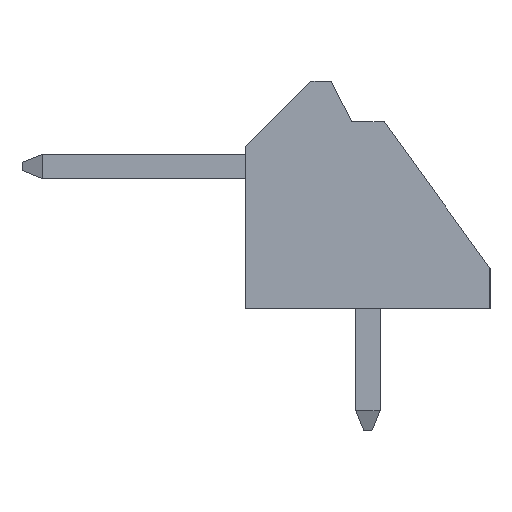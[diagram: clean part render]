
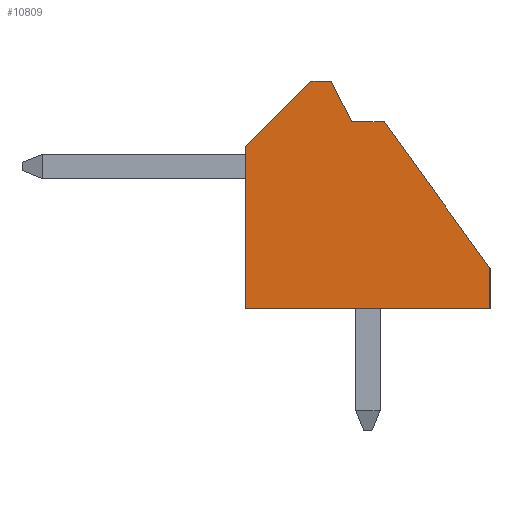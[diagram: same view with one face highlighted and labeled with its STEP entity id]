
A CAD part, left-side view. The second image highlights one B-rep face of the part: STEP entity #10809.
In plain terms, the highlighted planar face has unit normal (-1, 0, 0).
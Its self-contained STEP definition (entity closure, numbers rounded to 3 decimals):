
#10542 = VERTEX_POINT('',#10543);
#10543 = CARTESIAN_POINT('',(-1.25,0.4,4.6));
#10552 = PLANE('',#10553);
#10553 = AXIS2_PLACEMENT_3D('',#10554,#10555,#10556);
#10554 = CARTESIAN_POINT('',(-1.25,0.4,4.6));
#10555 = DIRECTION('',(0.,0.,-1.));
#10556 = DIRECTION('',(0.,-1.,0.));
#10564 = PLANE('',#10565);
#10565 = AXIS2_PLACEMENT_3D('',#10566,#10567,#10568);
#10566 = CARTESIAN_POINT('',(-1.25,0.4,4.6));
#10567 = DIRECTION('',(0.,-0.894,0.447));
#10568 = DIRECTION('',(0.,0.447,0.894));
#10605 = VERTEX_POINT('',#10606);
#10606 = CARTESIAN_POINT('',(-1.25,-0.4,4.6));
#10620 = PLANE('',#10621);
#10621 = AXIS2_PLACEMENT_3D('',#10622,#10623,#10624);
#10622 = CARTESIAN_POINT('',(-1.25,-0.4,4.6));
#10623 = DIRECTION('',(0.,0.811,-0.585));
#10624 = DIRECTION('',(0.,-0.585,-0.811));
#10632 = EDGE_CURVE('',#10542,#10605,#10633,.T.);
#10633 = SURFACE_CURVE('',#10634,(#10638,#10645),.PCURVE_S1.);
#10634 = LINE('',#10635,#10636);
#10635 = CARTESIAN_POINT('',(-1.25,0.4,4.6));
#10636 = VECTOR('',#10637,1.);
#10637 = DIRECTION('',(0.,-1.,0.));
#10638 = PCURVE('',#10552,#10639);
#10639 = DEFINITIONAL_REPRESENTATION('',(#10640),#10644);
#10640 = LINE('',#10641,#10642);
#10641 = CARTESIAN_POINT('',(0.,-0.));
#10642 = VECTOR('',#10643,1.);
#10643 = DIRECTION('',(1.,0.));
#10644 = ( GEOMETRIC_REPRESENTATION_CONTEXT(2) 
PARAMETRIC_REPRESENTATION_CONTEXT() REPRESENTATION_CONTEXT('2D SPACE',''
  ) );
#10645 = PCURVE('',#10646,#10651);
#10646 = PLANE('',#10647);
#10647 = AXIS2_PLACEMENT_3D('',#10648,#10649,#10650);
#10648 = CARTESIAN_POINT('',(-1.25,0.384,2.186));
#10649 = DIRECTION('',(1.,0.,0.));
#10650 = DIRECTION('',(0.,0.,1.));
#10651 = DEFINITIONAL_REPRESENTATION('',(#10652),#10656);
#10652 = LINE('',#10653,#10654);
#10653 = CARTESIAN_POINT('',(2.414,-0.016));
#10654 = VECTOR('',#10655,1.);
#10655 = DIRECTION('',(0.,1.));
#10656 = ( GEOMETRIC_REPRESENTATION_CONTEXT(2) 
PARAMETRIC_REPRESENTATION_CONTEXT() REPRESENTATION_CONTEXT('2D SPACE',''
  ) );
#10686 = VERTEX_POINT('',#10687);
#10687 = CARTESIAN_POINT('',(-1.25,0.9,5.6));
#10701 = PLANE('',#10702);
#10702 = AXIS2_PLACEMENT_3D('',#10703,#10704,#10705);
#10703 = CARTESIAN_POINT('',(-1.25,1.4,5.6));
#10704 = DIRECTION('',(0.,0.,-1.));
#10705 = DIRECTION('',(0.,-1.,0.));
#10713 = EDGE_CURVE('',#10542,#10686,#10714,.T.);
#10714 = SURFACE_CURVE('',#10715,(#10719,#10726),.PCURVE_S1.);
#10715 = LINE('',#10716,#10717);
#10716 = CARTESIAN_POINT('',(-1.25,0.4,4.6));
#10717 = VECTOR('',#10718,1.);
#10718 = DIRECTION('',(0.,0.447,0.894));
#10719 = PCURVE('',#10564,#10720);
#10720 = DEFINITIONAL_REPRESENTATION('',(#10721),#10725);
#10721 = LINE('',#10722,#10723);
#10722 = CARTESIAN_POINT('',(0.,0.));
#10723 = VECTOR('',#10724,1.);
#10724 = DIRECTION('',(1.,0.));
#10725 = ( GEOMETRIC_REPRESENTATION_CONTEXT(2) 
PARAMETRIC_REPRESENTATION_CONTEXT() REPRESENTATION_CONTEXT('2D SPACE',''
  ) );
#10726 = PCURVE('',#10646,#10727);
#10727 = DEFINITIONAL_REPRESENTATION('',(#10728),#10732);
#10728 = LINE('',#10729,#10730);
#10729 = CARTESIAN_POINT('',(2.414,-0.016));
#10730 = VECTOR('',#10731,1.);
#10731 = DIRECTION('',(0.894,-0.447));
#10732 = ( GEOMETRIC_REPRESENTATION_CONTEXT(2) 
PARAMETRIC_REPRESENTATION_CONTEXT() REPRESENTATION_CONTEXT('2D SPACE',''
  ) );
#10762 = VERTEX_POINT('',#10763);
#10763 = CARTESIAN_POINT('',(-1.25,-3.,1.));
#10777 = PLANE('',#10778);
#10778 = AXIS2_PLACEMENT_3D('',#10779,#10780,#10781);
#10779 = CARTESIAN_POINT('',(-1.25,-3.,1.));
#10780 = DIRECTION('',(0.,1.,0.));
#10781 = DIRECTION('',(0.,0.,-1.));
#10789 = EDGE_CURVE('',#10605,#10762,#10790,.T.);
#10790 = SURFACE_CURVE('',#10791,(#10795,#10802),.PCURVE_S1.);
#10791 = LINE('',#10792,#10793);
#10792 = CARTESIAN_POINT('',(-1.25,-0.4,4.6));
#10793 = VECTOR('',#10794,1.);
#10794 = DIRECTION('',(0.,-0.585,-0.811));
#10795 = PCURVE('',#10620,#10796);
#10796 = DEFINITIONAL_REPRESENTATION('',(#10797),#10801);
#10797 = LINE('',#10798,#10799);
#10798 = CARTESIAN_POINT('',(0.,0.));
#10799 = VECTOR('',#10800,1.);
#10800 = DIRECTION('',(1.,0.));
#10801 = ( GEOMETRIC_REPRESENTATION_CONTEXT(2) 
PARAMETRIC_REPRESENTATION_CONTEXT() REPRESENTATION_CONTEXT('2D SPACE',''
  ) );
#10802 = PCURVE('',#10646,#10803);
#10803 = DEFINITIONAL_REPRESENTATION('',(#10804),#10808);
#10804 = LINE('',#10805,#10806);
#10805 = CARTESIAN_POINT('',(2.414,0.784));
#10806 = VECTOR('',#10807,1.);
#10807 = DIRECTION('',(-0.811,0.585));
#10808 = ( GEOMETRIC_REPRESENTATION_CONTEXT(2) 
PARAMETRIC_REPRESENTATION_CONTEXT() REPRESENTATION_CONTEXT('2D SPACE',''
  ) );
#10809 = ADVANCED_FACE('',(#10810),#10646,.F.);
#10810 = FACE_BOUND('',#10811,.F.);
#10811 = EDGE_LOOP('',(#10812,#10813,#10814,#10837,#10865,#10893,#10921,
    #10942));
#10812 = ORIENTED_EDGE('',*,*,#10632,.T.);
#10813 = ORIENTED_EDGE('',*,*,#10789,.T.);
#10814 = ORIENTED_EDGE('',*,*,#10815,.T.);
#10815 = EDGE_CURVE('',#10762,#10816,#10818,.T.);
#10816 = VERTEX_POINT('',#10817);
#10817 = CARTESIAN_POINT('',(-1.25,-3.,0.));
#10818 = SURFACE_CURVE('',#10819,(#10823,#10830),.PCURVE_S1.);
#10819 = LINE('',#10820,#10821);
#10820 = CARTESIAN_POINT('',(-1.25,-3.,1.));
#10821 = VECTOR('',#10822,1.);
#10822 = DIRECTION('',(0.,0.,-1.));
#10823 = PCURVE('',#10646,#10824);
#10824 = DEFINITIONAL_REPRESENTATION('',(#10825),#10829);
#10825 = LINE('',#10826,#10827);
#10826 = CARTESIAN_POINT('',(-1.186,3.384));
#10827 = VECTOR('',#10828,1.);
#10828 = DIRECTION('',(-1.,0.));
#10829 = ( GEOMETRIC_REPRESENTATION_CONTEXT(2) 
PARAMETRIC_REPRESENTATION_CONTEXT() REPRESENTATION_CONTEXT('2D SPACE',''
  ) );
#10830 = PCURVE('',#10777,#10831);
#10831 = DEFINITIONAL_REPRESENTATION('',(#10832),#10836);
#10832 = LINE('',#10833,#10834);
#10833 = CARTESIAN_POINT('',(0.,0.));
#10834 = VECTOR('',#10835,1.);
#10835 = DIRECTION('',(1.,0.));
#10836 = ( GEOMETRIC_REPRESENTATION_CONTEXT(2) 
PARAMETRIC_REPRESENTATION_CONTEXT() REPRESENTATION_CONTEXT('2D SPACE',''
  ) );
#10837 = ORIENTED_EDGE('',*,*,#10838,.T.);
#10838 = EDGE_CURVE('',#10816,#10839,#10841,.T.);
#10839 = VERTEX_POINT('',#10840);
#10840 = CARTESIAN_POINT('',(-1.25,3.,0.));
#10841 = SURFACE_CURVE('',#10842,(#10846,#10853),.PCURVE_S1.);
#10842 = LINE('',#10843,#10844);
#10843 = CARTESIAN_POINT('',(-1.25,-3.,0.));
#10844 = VECTOR('',#10845,1.);
#10845 = DIRECTION('',(0.,1.,0.));
#10846 = PCURVE('',#10646,#10847);
#10847 = DEFINITIONAL_REPRESENTATION('',(#10848),#10852);
#10848 = LINE('',#10849,#10850);
#10849 = CARTESIAN_POINT('',(-2.186,3.384));
#10850 = VECTOR('',#10851,1.);
#10851 = DIRECTION('',(0.,-1.));
#10852 = ( GEOMETRIC_REPRESENTATION_CONTEXT(2) 
PARAMETRIC_REPRESENTATION_CONTEXT() REPRESENTATION_CONTEXT('2D SPACE',''
  ) );
#10853 = PCURVE('',#10854,#10859);
#10854 = PLANE('',#10855);
#10855 = AXIS2_PLACEMENT_3D('',#10856,#10857,#10858);
#10856 = CARTESIAN_POINT('',(-1.25,-3.,0.));
#10857 = DIRECTION('',(0.,0.,1.));
#10858 = DIRECTION('',(0.,1.,0.));
#10859 = DEFINITIONAL_REPRESENTATION('',(#10860),#10864);
#10860 = LINE('',#10861,#10862);
#10861 = CARTESIAN_POINT('',(0.,0.));
#10862 = VECTOR('',#10863,1.);
#10863 = DIRECTION('',(1.,0.));
#10864 = ( GEOMETRIC_REPRESENTATION_CONTEXT(2) 
PARAMETRIC_REPRESENTATION_CONTEXT() REPRESENTATION_CONTEXT('2D SPACE',''
  ) );
#10865 = ORIENTED_EDGE('',*,*,#10866,.T.);
#10866 = EDGE_CURVE('',#10839,#10867,#10869,.T.);
#10867 = VERTEX_POINT('',#10868);
#10868 = CARTESIAN_POINT('',(-1.25,3.,4.));
#10869 = SURFACE_CURVE('',#10870,(#10874,#10881),.PCURVE_S1.);
#10870 = LINE('',#10871,#10872);
#10871 = CARTESIAN_POINT('',(-1.25,3.,0.));
#10872 = VECTOR('',#10873,1.);
#10873 = DIRECTION('',(0.,0.,1.));
#10874 = PCURVE('',#10646,#10875);
#10875 = DEFINITIONAL_REPRESENTATION('',(#10876),#10880);
#10876 = LINE('',#10877,#10878);
#10877 = CARTESIAN_POINT('',(-2.186,-2.616));
#10878 = VECTOR('',#10879,1.);
#10879 = DIRECTION('',(1.,0.));
#10880 = ( GEOMETRIC_REPRESENTATION_CONTEXT(2) 
PARAMETRIC_REPRESENTATION_CONTEXT() REPRESENTATION_CONTEXT('2D SPACE',''
  ) );
#10881 = PCURVE('',#10882,#10887);
#10882 = PLANE('',#10883);
#10883 = AXIS2_PLACEMENT_3D('',#10884,#10885,#10886);
#10884 = CARTESIAN_POINT('',(-1.25,3.,0.));
#10885 = DIRECTION('',(0.,-1.,0.));
#10886 = DIRECTION('',(0.,0.,1.));
#10887 = DEFINITIONAL_REPRESENTATION('',(#10888),#10892);
#10888 = LINE('',#10889,#10890);
#10889 = CARTESIAN_POINT('',(0.,0.));
#10890 = VECTOR('',#10891,1.);
#10891 = DIRECTION('',(1.,0.));
#10892 = ( GEOMETRIC_REPRESENTATION_CONTEXT(2) 
PARAMETRIC_REPRESENTATION_CONTEXT() REPRESENTATION_CONTEXT('2D SPACE',''
  ) );
#10893 = ORIENTED_EDGE('',*,*,#10894,.F.);
#10894 = EDGE_CURVE('',#10895,#10867,#10897,.T.);
#10895 = VERTEX_POINT('',#10896);
#10896 = CARTESIAN_POINT('',(-1.25,1.4,5.6));
#10897 = SURFACE_CURVE('',#10898,(#10902,#10909),.PCURVE_S1.);
#10898 = LINE('',#10899,#10900);
#10899 = CARTESIAN_POINT('',(-1.25,1.4,5.6));
#10900 = VECTOR('',#10901,1.);
#10901 = DIRECTION('',(0.,0.707,-0.707));
#10902 = PCURVE('',#10646,#10903);
#10903 = DEFINITIONAL_REPRESENTATION('',(#10904),#10908);
#10904 = LINE('',#10905,#10906);
#10905 = CARTESIAN_POINT('',(3.414,-1.016));
#10906 = VECTOR('',#10907,1.);
#10907 = DIRECTION('',(-0.707,-0.707));
#10908 = ( GEOMETRIC_REPRESENTATION_CONTEXT(2) 
PARAMETRIC_REPRESENTATION_CONTEXT() REPRESENTATION_CONTEXT('2D SPACE',''
  ) );
#10909 = PCURVE('',#10910,#10915);
#10910 = PLANE('',#10911);
#10911 = AXIS2_PLACEMENT_3D('',#10912,#10913,#10914);
#10912 = CARTESIAN_POINT('',(-1.25,1.4,5.6));
#10913 = DIRECTION('',(0.,0.707,0.707));
#10914 = DIRECTION('',(0.,0.707,-0.707));
#10915 = DEFINITIONAL_REPRESENTATION('',(#10916),#10920);
#10916 = LINE('',#10917,#10918);
#10917 = CARTESIAN_POINT('',(0.,0.));
#10918 = VECTOR('',#10919,1.);
#10919 = DIRECTION('',(1.,0.));
#10920 = ( GEOMETRIC_REPRESENTATION_CONTEXT(2) 
PARAMETRIC_REPRESENTATION_CONTEXT() REPRESENTATION_CONTEXT('2D SPACE',''
  ) );
#10921 = ORIENTED_EDGE('',*,*,#10922,.T.);
#10922 = EDGE_CURVE('',#10895,#10686,#10923,.T.);
#10923 = SURFACE_CURVE('',#10924,(#10928,#10935),.PCURVE_S1.);
#10924 = LINE('',#10925,#10926);
#10925 = CARTESIAN_POINT('',(-1.25,1.4,5.6));
#10926 = VECTOR('',#10927,1.);
#10927 = DIRECTION('',(0.,-1.,0.));
#10928 = PCURVE('',#10646,#10929);
#10929 = DEFINITIONAL_REPRESENTATION('',(#10930),#10934);
#10930 = LINE('',#10931,#10932);
#10931 = CARTESIAN_POINT('',(3.414,-1.016));
#10932 = VECTOR('',#10933,1.);
#10933 = DIRECTION('',(0.,1.));
#10934 = ( GEOMETRIC_REPRESENTATION_CONTEXT(2) 
PARAMETRIC_REPRESENTATION_CONTEXT() REPRESENTATION_CONTEXT('2D SPACE',''
  ) );
#10935 = PCURVE('',#10701,#10936);
#10936 = DEFINITIONAL_REPRESENTATION('',(#10937),#10941);
#10937 = LINE('',#10938,#10939);
#10938 = CARTESIAN_POINT('',(0.,-0.));
#10939 = VECTOR('',#10940,1.);
#10940 = DIRECTION('',(1.,0.));
#10941 = ( GEOMETRIC_REPRESENTATION_CONTEXT(2) 
PARAMETRIC_REPRESENTATION_CONTEXT() REPRESENTATION_CONTEXT('2D SPACE',''
  ) );
#10942 = ORIENTED_EDGE('',*,*,#10713,.F.);
